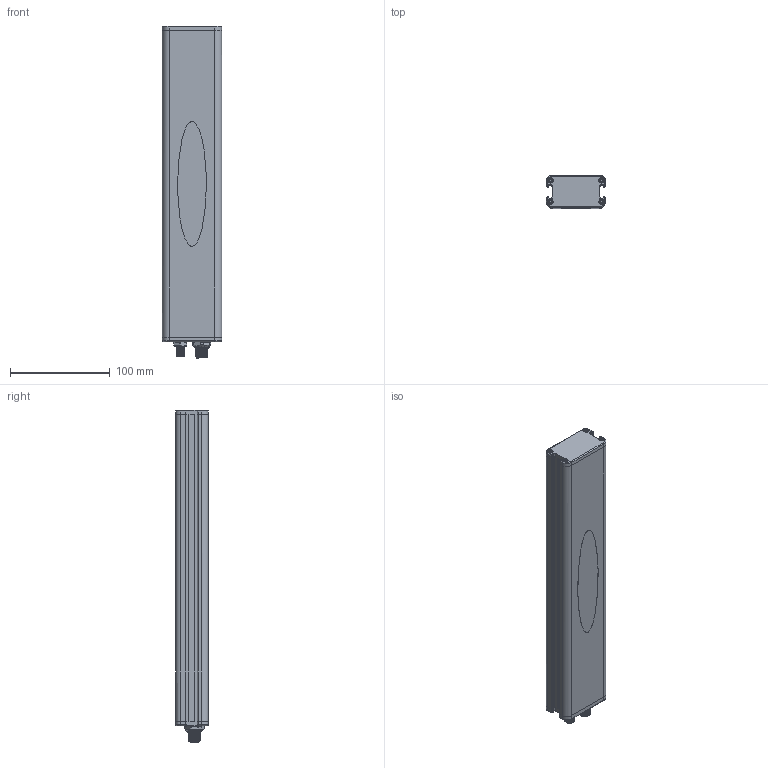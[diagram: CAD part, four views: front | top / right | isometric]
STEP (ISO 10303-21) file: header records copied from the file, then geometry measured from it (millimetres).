
FILE_DESCRIPTION((''),'2;1');
FILE_NAME('142121_SW','2010-06-18T',('banengservice'),('BANNER ENGINEERING'),'PRO/ENGINEER BY PARAMETRIC TECHNOLOGY CORPORATION, 2009141','PRO/ENGINEER BY PARAMETRIC TECHNOLOGY CORPORATION, 2009141','');
FILE_SCHEMA(('CONFIG_CONTROL_DESIGN'));
Length unit declared in the file: inch
Products named in the file (1): 142121_SW
Bounding box: 59.4 x 32.7 x 332.76 mm (x, y, z)
Volume: 215142 mm3; surface area: 138477.4 mm2
Topology: 1 solids, 1 shells, 821 faces, 2263 edges, 1464 vertices
Faces by surface type: plane 417, cylinder 296, bspline 52, cone 26, torus 20, sphere 8, extrusion 2
Entity records: 44170 total; most frequent: CARTESIAN_POINT 23519, ORIENTED_EDGE 4526, DIRECTION 4047, EDGE_CURVE 2263, VERTEX_POINT 1464, AXIS2_PLACEMENT_3D 1415, VECTOR 1217, LINE 1215
